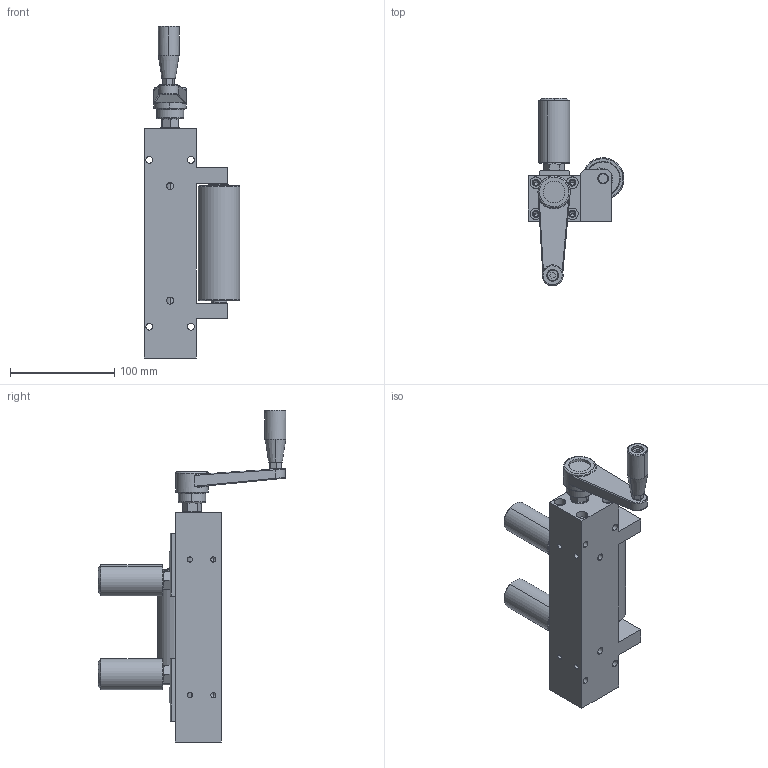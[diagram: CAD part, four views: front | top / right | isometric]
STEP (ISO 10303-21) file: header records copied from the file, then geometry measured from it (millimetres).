
FILE_DESCRIPTION (( 'STEP AP214' ), '1' );
FILE_NAME ('250730 STEP 3-400440-00_5771.STEP', '2025-07-30T13:48:45', ( '' ), ( '' ), 'SwSTEP 2.0', 'SolidWorks 2024', '' );
FILE_SCHEMA (( 'AUTOMOTIVE_DESIGN' ));
Length unit declared in the file: millimetre
Products named in the file (1): 250730 STEP 3-400440-00_5771
Bounding box: 91.96 x 179.99 x 318.4 mm (x, y, z)
Volume: 681837.3 mm3; surface area: 164476.3 mm2
Topology: 1 solids, 33 shells, 872 faces, 2103 edges, 1300 vertices
Faces by surface type: cylinder 315, plane 242, cone 199, bspline 96, torus 20
Entity records: 35990 total; most frequent: CARTESIAN_POINT 15720, DIRECTION 4223, ORIENTED_EDGE 4158, EDGE_CURVE 2079, AXIS2_PLACEMENT_3D 1607, VERTEX_POINT 1300, LINE 1009, VECTOR 1009
